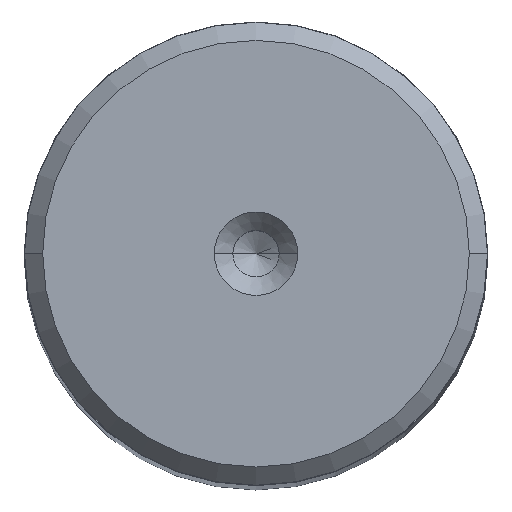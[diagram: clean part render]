
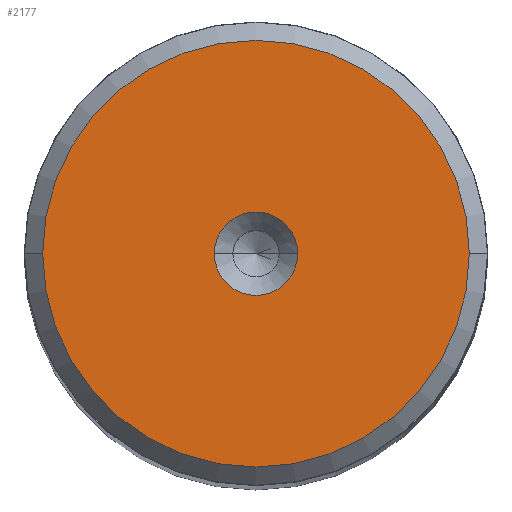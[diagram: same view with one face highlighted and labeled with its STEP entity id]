
A CAD part, top view. The second image highlights one B-rep face of the part: STEP entity #2177.
In plain terms, the highlighted planar face has unit normal (0, 0, 1).
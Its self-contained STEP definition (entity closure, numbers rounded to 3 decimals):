
#32 = CARTESIAN_POINT ( 'NONE',  ( 0., 0., 140. ) ) ;
#164 = DIRECTION ( 'NONE',  ( 1., 0., 0. ) ) ;
#205 = AXIS2_PLACEMENT_3D ( 'NONE', #1259, #1097, #1648 ) ;
#294 = VERTEX_POINT ( 'NONE', #1688 ) ;
#579 = ORIENTED_EDGE ( 'NONE', *, *, #1929, .T. ) ;
#619 = EDGE_CURVE ( 'NONE', #708, #826, #2465, .T. ) ;
#641 = CARTESIAN_POINT ( 'NONE',  ( -11.509, 0., 140. ) ) ;
#665 = FACE_OUTER_BOUND ( 'NONE', #1812, .T. ) ;
#708 = VERTEX_POINT ( 'NONE', #2135 ) ;
#732 = DIRECTION ( 'NONE',  ( 1., 0., 0. ) ) ;
#736 = AXIS2_PLACEMENT_3D ( 'NONE', #1856, #1665, #732 ) ;
#796 = DIRECTION ( 'NONE',  ( 0., 0., 1. ) ) ;
#826 = VERTEX_POINT ( 'NONE', #1246 ) ;
#1009 = ORIENTED_EDGE ( 'NONE', *, *, #1855, .T. ) ;
#1025 = AXIS2_PLACEMENT_3D ( 'NONE', #1923, #2136, #1532 ) ;
#1097 = DIRECTION ( 'NONE',  ( 0., 0., 1. ) ) ;
#1127 = EDGE_LOOP ( 'NONE', ( #1659, #2456 ) ) ;
#1128 = DIRECTION ( 'NONE',  ( 0., 0., 1. ) ) ;
#1136 = CIRCLE ( 'NONE', #205, 2.25 ) ;
#1178 = AXIS2_PLACEMENT_3D ( 'NONE', #32, #796, #1557 ) ;
#1179 = VERTEX_POINT ( 'NONE', #641 ) ;
#1246 = CARTESIAN_POINT ( 'NONE',  ( -2.25, 0., 140. ) ) ;
#1259 = CARTESIAN_POINT ( 'NONE',  ( 0., 0., 140. ) ) ;
#1296 = EDGE_CURVE ( 'NONE', #826, #708, #1136, .T. ) ;
#1508 = CARTESIAN_POINT ( 'NONE',  ( 0., 0., 140. ) ) ;
#1532 = DIRECTION ( 'NONE',  ( 1., 0., 0. ) ) ;
#1557 = DIRECTION ( 'NONE',  ( 1., 0., 0. ) ) ;
#1648 = DIRECTION ( 'NONE',  ( 1., 0., 0. ) ) ;
#1659 = ORIENTED_EDGE ( 'NONE', *, *, #619, .F. ) ;
#1665 = DIRECTION ( 'NONE',  ( 0., 0., 1. ) ) ;
#1688 = CARTESIAN_POINT ( 'NONE',  ( 11.509, 0., 140. ) ) ;
#1724 = CIRCLE ( 'NONE', #2314, 11.509 ) ;
#1812 = EDGE_LOOP ( 'NONE', ( #579, #1009 ) ) ;
#1855 = EDGE_CURVE ( 'NONE', #294, #1179, #1724, .T. ) ;
#1856 = CARTESIAN_POINT ( 'NONE',  ( 0., 0., 140. ) ) ;
#1923 = CARTESIAN_POINT ( 'NONE',  ( 0., 0., 140. ) ) ;
#1929 = EDGE_CURVE ( 'NONE', #1179, #294, #2182, .T. ) ;
#2042 = PLANE ( 'NONE',  #736 ) ;
#2120 = FACE_BOUND ( 'NONE', #1127, .T. ) ;
#2135 = CARTESIAN_POINT ( 'NONE',  ( 2.25, 0., 140. ) ) ;
#2136 = DIRECTION ( 'NONE',  ( 0., 0., 1. ) ) ;
#2177 = ADVANCED_FACE ( 'NONE', ( #2120, #665 ), #2042, .T. ) ;
#2182 = CIRCLE ( 'NONE', #1025, 11.509 ) ;
#2314 = AXIS2_PLACEMENT_3D ( 'NONE', #1508, #1128, #164 ) ;
#2456 = ORIENTED_EDGE ( 'NONE', *, *, #1296, .F. ) ;
#2465 = CIRCLE ( 'NONE', #1178, 2.25 ) ;
